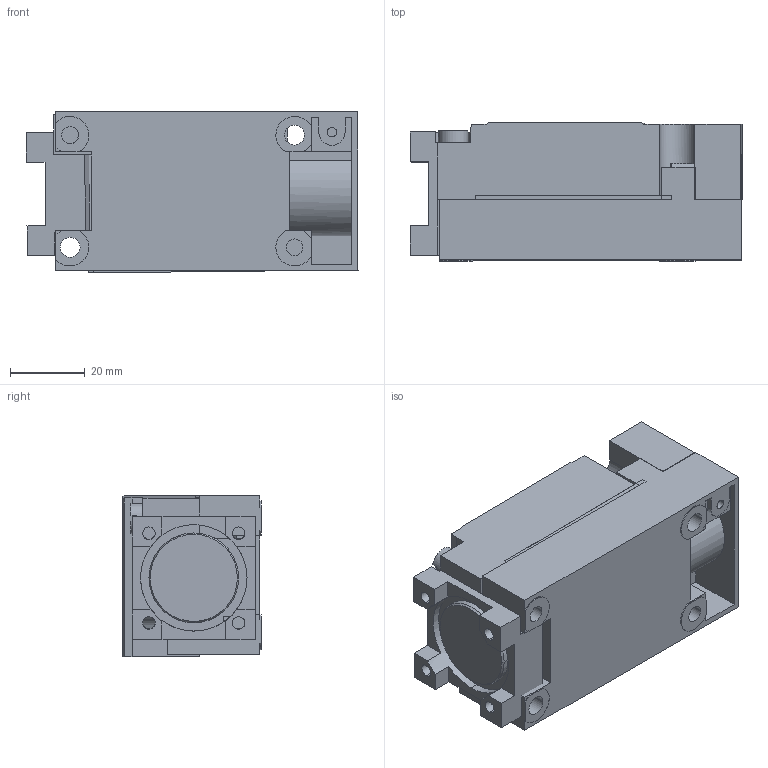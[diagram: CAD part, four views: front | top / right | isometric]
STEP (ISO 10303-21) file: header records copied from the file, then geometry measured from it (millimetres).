
FILE_DESCRIPTION(('STEP AP242'),'1');
FILE_NAME('zckj11.stp','2020-10-30T21:49:14',('TraceParts'),('TraceParts S.A.'),'Spatial InterOp 3D',' ',' ');
FILE_SCHEMA(('AP242_MANAGED_MODEL_BASED_3D_ENGINEERING_MIM_LF {1 0 10303 442 1 1 4}'));
Length unit declared in the file: millimetre
Products named in the file (1): zckj11_1
Bounding box: 88.8 x 36.95 x 43.26 mm (x, y, z)
Volume: 49742.4 mm3; surface area: 43097.5 mm2
Topology: 5 solids, 5 shells, 294 faces, 803 edges, 528 vertices
Faces by surface type: plane 204, cylinder 82, cone 6, torus 2
Entity records: 9380 total; most frequent: CARTESIAN_POINT 1672, DIRECTION 1602, ORIENTED_EDGE 1602, EDGE_CURVE 801, LINE 584, VECTOR 584, VERTEX_POINT 528, AXIS2_PLACEMENT_3D 509
